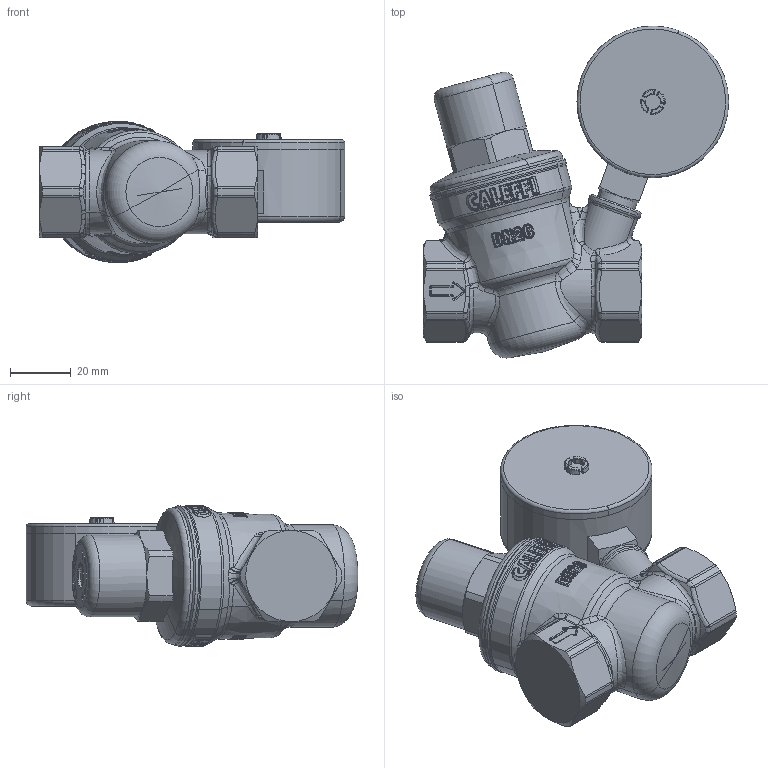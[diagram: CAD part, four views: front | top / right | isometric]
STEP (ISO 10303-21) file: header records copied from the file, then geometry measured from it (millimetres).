
FILE_DESCRIPTION(('CATIA V5 STEP Exchange','CAx-IF Rec.Pracs.--- Model Styling and Organization---1.4--- 2014-01-23','CAx-IF Rec.Pracs.---3D Tessellated Data Validation Properties---0.5---2014-09-14'),'2;1');
FILE_NAME('STEP_533251_-_TST.stp','2021-11-17T15:26:58+00:00',('none'),('none'),'CATIA Version 5-6 Release 2019 SP3','CATIA V5 STEP AP242 v1','none');
FILE_SCHEMA(('AP242_MANAGED_MODEL_BASED_3D_ENGINEERING_MIM_LF {1 0 10303 442 1 1 4}'));
Products named in the file (1): 533251 - TST
Bounding box: 100.64 x 109.38 x 46.5 mm (x, y, z)
Volume: 181052.2 mm3; surface area: 25939 mm2
Topology: 1 solids, 1 shells, 1849 faces, 4329 edges, 2302 vertices
Faces by surface type: bspline 1024, cylinder 255, sphere 208, plane 205, torus 81, cone 76
Entity records: 104290 total; most frequent: CARTESIAN_POINT 73269, ORIENTED_EDGE 8218, EDGE_CURVE 4109, DIRECTION 2739, B_SPLINE_CURVE_WITH_KNOTS 2712, VERTEX_POINT 2302, EDGE_LOOP 1889, ADVANCED_FACE 1849
